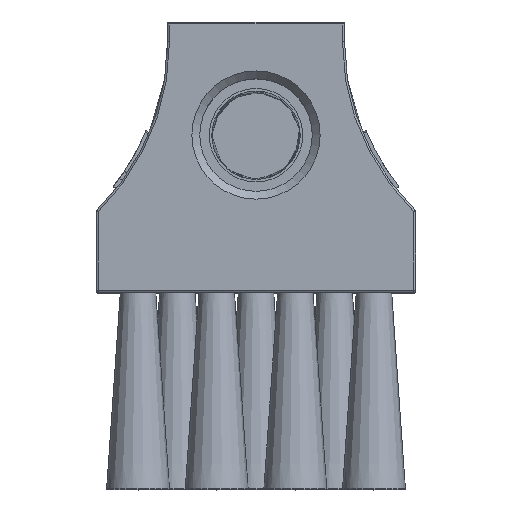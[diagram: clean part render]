
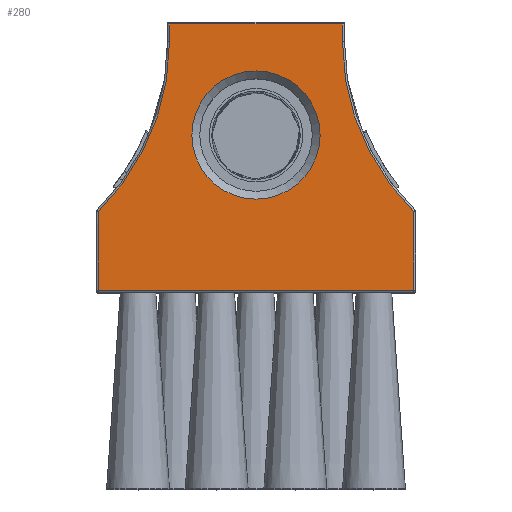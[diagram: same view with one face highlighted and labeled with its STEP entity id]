
A CAD part, top view. The second image highlights one B-rep face of the part: STEP entity #280.
In plain terms, the highlighted planar face has unit normal (0, 0, 1).
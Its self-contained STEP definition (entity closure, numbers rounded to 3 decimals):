
#192=CARTESIAN_POINT('',(6.523,-11.5,67.5));
#193=VERTEX_POINT('',#192);
#194=CARTESIAN_POINT('',(0.,-11.5,67.5));
#195=DIRECTION('',(0.0,0.0,1.0));
#196=DIRECTION('',(-1.0,0.0,0.0));
#197=AXIS2_PLACEMENT_3D('',#194,#195,#196);
#198=CIRCLE('',#197,6.523);
#199=EDGE_CURVE('',#193,#193,#198,.T.);
#204=CARTESIAN_POINT('',(0.,-15.612,67.5));
#205=DIRECTION('',(0.0,0.0,1.0));
#206=DIRECTION('',(1.0,0.0,0.0));
#207=AXIS2_PLACEMENT_3D('',#204,#205,#206);
#208=PLANE('',#207);
#209=CARTESIAN_POINT('',(16.05,-27.3,67.5));
#210=VERTEX_POINT('',#209);
#211=CARTESIAN_POINT('',(-16.05,-27.3,67.5));
#212=VERTEX_POINT('',#211);
#213=CARTESIAN_POINT('',(16.05,-27.3,67.5));
#214=DIRECTION('',(-1.0,0.0,0.0));
#215=VECTOR('',#214,32.1);
#216=LINE('',#213,#215);
#217=EDGE_CURVE('',#210,#212,#216,.T.);
#218=ORIENTED_EDGE('',*,*,#217,.F.);
#219=CARTESIAN_POINT('',(16.05,-19.272,67.5));
#220=VERTEX_POINT('',#219);
#221=CARTESIAN_POINT('',(16.05,-19.272,67.5));
#222=DIRECTION('',(0.0,-1.0,0.0));
#223=VECTOR('',#222,8.028);
#224=LINE('',#221,#223);
#225=EDGE_CURVE('',#220,#210,#224,.T.);
#226=ORIENTED_EDGE('',*,*,#225,.F.);
#227=CARTESIAN_POINT('',(8.8,-2.,67.5));
#228=VERTEX_POINT('',#227);
#229=CARTESIAN_POINT('',(33.,-2.,67.5));
#230=DIRECTION('',(0.0,0.0,1.));
#231=DIRECTION('',(-0.921,-0.389,0.0));
#232=AXIS2_PLACEMENT_3D('',#229,#230,#231);
#233=CIRCLE('',#232,24.2);
#234=EDGE_CURVE('',#228,#220,#233,.T.);
#235=ORIENTED_EDGE('',*,*,#234,.F.);
#236=CARTESIAN_POINT('',(8.8,-0.2,67.5));
#237=VERTEX_POINT('',#236);
#238=CARTESIAN_POINT('',(8.8,-0.2,67.5));
#239=DIRECTION('',(0.0,-1.0,0.0));
#240=VECTOR('',#239,1.8);
#241=LINE('',#238,#240);
#242=EDGE_CURVE('',#237,#228,#241,.T.);
#243=ORIENTED_EDGE('',*,*,#242,.F.);
#244=CARTESIAN_POINT('',(-8.8,-0.2,67.5));
#245=VERTEX_POINT('',#244);
#246=CARTESIAN_POINT('',(-8.8,-0.2,67.5));
#247=DIRECTION('',(1.0,0.0,0.0));
#248=VECTOR('',#247,17.6);
#249=LINE('',#246,#248);
#250=EDGE_CURVE('',#245,#237,#249,.T.);
#251=ORIENTED_EDGE('',*,*,#250,.F.);
#252=CARTESIAN_POINT('',(-8.8,-2.,67.5));
#253=VERTEX_POINT('',#252);
#254=CARTESIAN_POINT('',(-8.8,-2.,67.5));
#255=DIRECTION('',(0.0,1.0,0.0));
#256=VECTOR('',#255,1.8);
#257=LINE('',#254,#256);
#258=EDGE_CURVE('',#253,#245,#257,.T.);
#259=ORIENTED_EDGE('',*,*,#258,.F.);
#260=CARTESIAN_POINT('',(-16.05,-19.272,67.5));
#261=VERTEX_POINT('',#260);
#262=CARTESIAN_POINT('',(-33.,-2.,67.5));
#263=DIRECTION('',(0.0,0.0,1.0));
#264=DIRECTION('',(0.921,-0.389,0.0));
#265=AXIS2_PLACEMENT_3D('',#262,#263,#264);
#266=CIRCLE('',#265,24.2);
#267=EDGE_CURVE('',#261,#253,#266,.T.);
#268=ORIENTED_EDGE('',*,*,#267,.F.);
#269=CARTESIAN_POINT('',(-16.05,-27.3,67.5));
#270=DIRECTION('',(0.0,1.0,0.0));
#271=VECTOR('',#270,8.028);
#272=LINE('',#269,#271);
#273=EDGE_CURVE('',#212,#261,#272,.T.);
#274=ORIENTED_EDGE('',*,*,#273,.F.);
#275=EDGE_LOOP('',(#218,#226,#235,#243,#251,#259,#268,#274));
#276=FACE_OUTER_BOUND('',#275,.T.);
#277=ORIENTED_EDGE('',*,*,#199,.F.);
#278=EDGE_LOOP('',(#277));
#279=FACE_BOUND('',#278,.T.);
#280=ADVANCED_FACE('',(#276,#279),#208,.T.);
